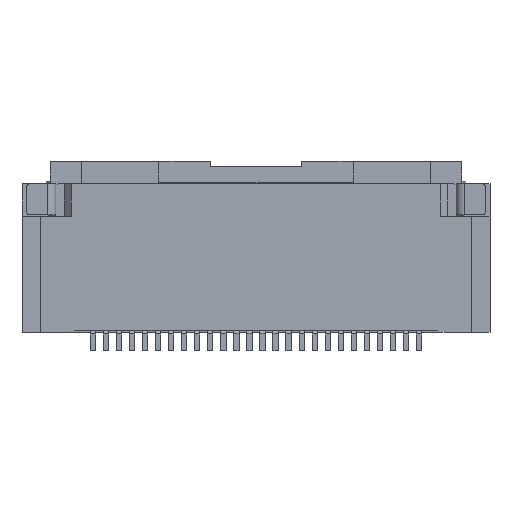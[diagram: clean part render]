
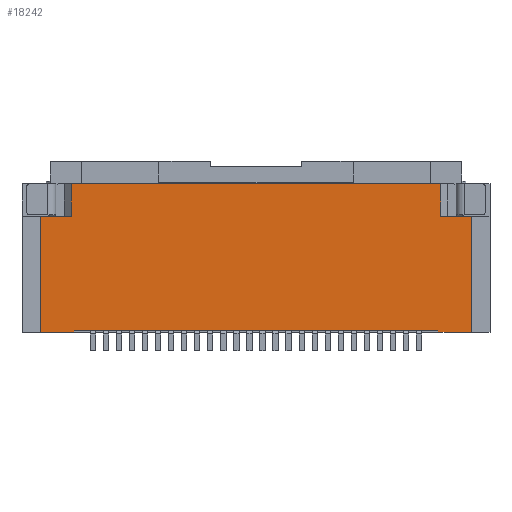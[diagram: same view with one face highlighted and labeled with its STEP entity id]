
A CAD part, top view. The second image highlights one B-rep face of the part: STEP entity #18242.
In plain terms, the highlighted planar face has unit normal (0, 0, 1).
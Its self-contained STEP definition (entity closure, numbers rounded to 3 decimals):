
#375 = DIRECTION ( 'NONE',  ( 0., -1., 0. ) ) ;
#3099 = EDGE_CURVE ( 'NONE', #11810, #37103, #10668, .T. ) ;
#3756 = ORIENTED_EDGE ( 'NONE', *, *, #3099, .T. ) ;
#5202 = VERTEX_POINT ( 'NONE', #5517 ) ;
#5362 = VECTOR ( 'NONE', #24625, 1000. ) ;
#5517 = CARTESIAN_POINT ( 'NONE',  ( -6.835, 1.6, 1.245 ) ) ;
#5949 = ORIENTED_EDGE ( 'NONE', *, *, #27284, .T. ) ;
#6952 = CARTESIAN_POINT ( 'NONE',  ( -8.025, 1.6, 1.245 ) ) ;
#7479 = VERTEX_POINT ( 'NONE', #49311 ) ;
#7742 = LINE ( 'NONE', #6952, #46877 ) ;
#8466 = ORIENTED_EDGE ( 'NONE', *, *, #52813, .T. ) ;
#9308 = ORIENTED_EDGE ( 'NONE', *, *, #66299, .T. ) ;
#10148 = CARTESIAN_POINT ( 'NONE',  ( -6.835, 2.85, 1.245 ) ) ;
#10668 = LINE ( 'NONE', #60969, #22199 ) ;
#11147 = ORIENTED_EDGE ( 'NONE', *, *, #23410, .F. ) ;
#11810 = VERTEX_POINT ( 'NONE', #69703 ) ;
#15331 = CARTESIAN_POINT ( 'NONE',  ( -6.725, -2.85, 1.245 ) ) ;
#15969 = CARTESIAN_POINT ( 'NONE',  ( 7.225, -2.78, 1.245 ) ) ;
#16490 = CARTESIAN_POINT ( 'NONE',  ( -8.025, -2.85, 1.245 ) ) ;
#17054 = CARTESIAN_POINT ( 'NONE',  ( -6.835, 1.6, 1.245 ) ) ;
#18242 = ADVANCED_FACE ( 'NONE', ( #24384 ), #68940, .T. ) ;
#18630 = CARTESIAN_POINT ( 'NONE',  ( 0., 0., 1.245 ) ) ;
#18694 = AXIS2_PLACEMENT_3D ( 'NONE', #18630, #61942, #75129 ) ;
#19138 = VECTOR ( 'NONE', #58189, 1000. ) ;
#20170 = VECTOR ( 'NONE', #78029, 1000. ) ;
#20668 = ORIENTED_EDGE ( 'NONE', *, *, #62507, .T. ) ;
#21130 = EDGE_CURVE ( 'NONE', #77717, #40342, #49008, .T. ) ;
#22128 = LINE ( 'NONE', #15969, #66154 ) ;
#22199 = VECTOR ( 'NONE', #29606, 1000. ) ;
#23105 = LINE ( 'NONE', #79222, #51639 ) ;
#23387 = LINE ( 'NONE', #42366, #72985 ) ;
#23410 = EDGE_CURVE ( 'NONE', #7479, #29578, #71819, .T. ) ;
#23600 = CARTESIAN_POINT ( 'NONE',  ( 7.225, -2.78, 1.245 ) ) ;
#24384 = FACE_OUTER_BOUND ( 'NONE', #27850, .T. ) ;
#24425 = DIRECTION ( 'NONE',  ( -1., 0., 0. ) ) ;
#24625 = DIRECTION ( 'NONE',  ( -1., 0., 0. ) ) ;
#25406 = VECTOR ( 'NONE', #39166, 1000. ) ;
#27225 = CARTESIAN_POINT ( 'NONE',  ( 7.335, 2.85, 1.245 ) ) ;
#27284 = EDGE_CURVE ( 'NONE', #30614, #59579, #53607, .T. ) ;
#27850 = EDGE_LOOP ( 'NONE', ( #5949, #52869, #65269, #57036, #8466, #64645, #3756, #52631, #20668, #9308, #11147, #58807 ) ) ;
#29578 = VERTEX_POINT ( 'NONE', #16490 ) ;
#29606 = DIRECTION ( 'NONE',  ( -1., 0., 0. ) ) ;
#30614 = VERTEX_POINT ( 'NONE', #71766 ) ;
#31373 = LINE ( 'NONE', #32188, #61431 ) ;
#32188 = CARTESIAN_POINT ( 'NONE',  ( -6.725, -2.85, 1.245 ) ) ;
#32202 = LINE ( 'NONE', #27225, #19138 ) ;
#35095 = CARTESIAN_POINT ( 'NONE',  ( 7.225, -2.85, 1.245 ) ) ;
#36766 = VECTOR ( 'NONE', #24425, 1000. ) ;
#37103 = VERTEX_POINT ( 'NONE', #10148 ) ;
#37449 = CARTESIAN_POINT ( 'NONE',  ( -8.025, 1.6, 1.245 ) ) ;
#38376 = DIRECTION ( 'NONE',  ( 0., 1., 0. ) ) ;
#39166 = DIRECTION ( 'NONE',  ( 1., 0., 0. ) ) ;
#39654 = VERTEX_POINT ( 'NONE', #37449 ) ;
#40342 = VERTEX_POINT ( 'NONE', #35095 ) ;
#41102 = DIRECTION ( 'NONE',  ( 0., -1., 0. ) ) ;
#42366 = CARTESIAN_POINT ( 'NONE',  ( -6.835, 1.6, 1.245 ) ) ;
#43051 = VERTEX_POINT ( 'NONE', #66090 ) ;
#46877 = VECTOR ( 'NONE', #375, 1000. ) ;
#47022 = EDGE_CURVE ( 'NONE', #59579, #40342, #22128, .T. ) ;
#48269 = DIRECTION ( 'NONE',  ( -1., 0., 0. ) ) ;
#49008 = LINE ( 'NONE', #81137, #5362 ) ;
#49067 = EDGE_CURVE ( 'NONE', #5202, #37103, #23387, .T. ) ;
#49311 = CARTESIAN_POINT ( 'NONE',  ( -6.725, -2.85, 1.245 ) ) ;
#51415 = EDGE_CURVE ( 'NONE', #11810, #81523, #32202, .T. ) ;
#51639 = VECTOR ( 'NONE', #48269, 1000. ) ;
#52631 = ORIENTED_EDGE ( 'NONE', *, *, #49067, .F. ) ;
#52813 = EDGE_CURVE ( 'NONE', #43051, #81523, #23105, .T. ) ;
#52869 = ORIENTED_EDGE ( 'NONE', *, *, #47022, .T. ) ;
#53607 = LINE ( 'NONE', #58970, #25406 ) ;
#53941 = DIRECTION ( 'NONE',  ( 0., 1., 0. ) ) ;
#57036 = ORIENTED_EDGE ( 'NONE', *, *, #74328, .T. ) ;
#58189 = DIRECTION ( 'NONE',  ( 0., -1., 0. ) ) ;
#58807 = ORIENTED_EDGE ( 'NONE', *, *, #75237, .T. ) ;
#58970 = CARTESIAN_POINT ( 'NONE',  ( -6.725, -2.78, 1.245 ) ) ;
#59579 = VERTEX_POINT ( 'NONE', #23600 ) ;
#60208 = CARTESIAN_POINT ( 'NONE',  ( 8.525, -2.85, 1.245 ) ) ;
#60969 = CARTESIAN_POINT ( 'NONE',  ( 6.835, 2.85, 1.245 ) ) ;
#61431 = VECTOR ( 'NONE', #38376, 1000. ) ;
#61942 = DIRECTION ( 'NONE',  ( 0., 0., 1. ) ) ;
#62507 = EDGE_CURVE ( 'NONE', #5202, #39654, #74360, .T. ) ;
#64645 = ORIENTED_EDGE ( 'NONE', *, *, #51415, .F. ) ;
#64713 = VECTOR ( 'NONE', #80239, 1000. ) ;
#65269 = ORIENTED_EDGE ( 'NONE', *, *, #21130, .F. ) ;
#66090 = CARTESIAN_POINT ( 'NONE',  ( 8.525, 1.6, 1.245 ) ) ;
#66154 = VECTOR ( 'NONE', #41102, 1000. ) ;
#66245 = LINE ( 'NONE', #67485, #64713 ) ;
#66299 = EDGE_CURVE ( 'NONE', #39654, #29578, #7742, .T. ) ;
#67485 = CARTESIAN_POINT ( 'NONE',  ( 8.525, -2.85, 1.245 ) ) ;
#68940 = PLANE ( 'NONE',  #18694 ) ;
#69703 = CARTESIAN_POINT ( 'NONE',  ( 7.335, 2.85, 1.245 ) ) ;
#71766 = CARTESIAN_POINT ( 'NONE',  ( -6.725, -2.78, 1.245 ) ) ;
#71819 = LINE ( 'NONE', #15331, #20170 ) ;
#72985 = VECTOR ( 'NONE', #53941, 1000. ) ;
#74328 = EDGE_CURVE ( 'NONE', #77717, #43051, #66245, .T. ) ;
#74360 = LINE ( 'NONE', #17054, #36766 ) ;
#75129 = DIRECTION ( 'NONE',  ( 1., 0., 0. ) ) ;
#75237 = EDGE_CURVE ( 'NONE', #7479, #30614, #31373, .T. ) ;
#77717 = VERTEX_POINT ( 'NONE', #60208 ) ;
#78029 = DIRECTION ( 'NONE',  ( -1., 0., 0. ) ) ;
#79079 = CARTESIAN_POINT ( 'NONE',  ( 7.335, 1.6, 1.245 ) ) ;
#79222 = CARTESIAN_POINT ( 'NONE',  ( 8.525, 1.6, 1.245 ) ) ;
#80239 = DIRECTION ( 'NONE',  ( 0., 1., 0. ) ) ;
#81137 = CARTESIAN_POINT ( 'NONE',  ( 8.525, -2.85, 1.245 ) ) ;
#81523 = VERTEX_POINT ( 'NONE', #79079 ) ;
